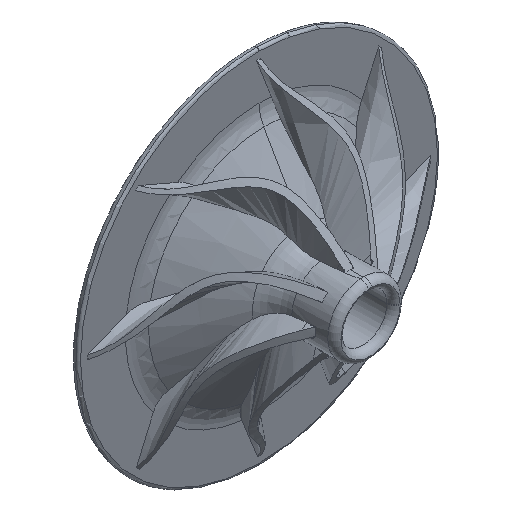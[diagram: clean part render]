
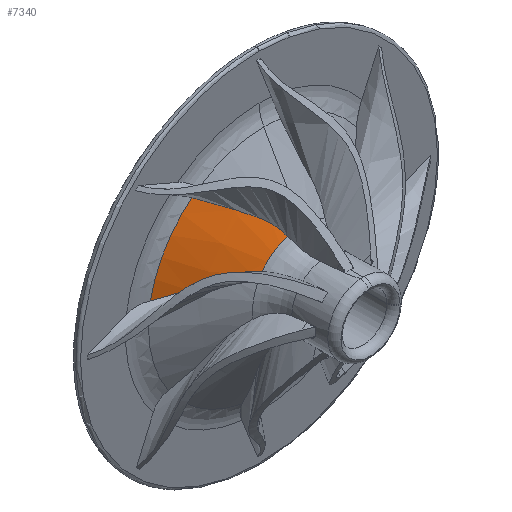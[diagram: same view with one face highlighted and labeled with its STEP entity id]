
A CAD part, isometric view. The second image highlights one B-rep face of the part: STEP entity #7340.
In plain terms, the highlighted conical face has half-angle 60 degrees and reference radius 43.994 mm.
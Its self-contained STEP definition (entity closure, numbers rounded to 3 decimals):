
#7281=CARTESIAN_POINT('POINT65',(-11.657,
   -50.053,37.605));
#7282=VERTEX_POINT('VERTEX65',#7281);
#7283=CARTESIAN_POINT('POINT66',(-31.728,
   -50.053,23.309));
#7284=VERTEX_POINT('VERTEX66',#7283);
#7285=CARTESIAN_POINT('POS28',(0.,-50.053,0.)
   );
#7286=DIRECTION('DIR53',(0.,-1.,0.));
#7287=DIRECTION('DIR54',(0.,0.,-1.));
#7288=AXIS2_PLACEMENT_3D('AXIS26',#7285,#7286,#7287);
#7289=CIRCLE('ELLIPSE16',#7288,39.37);
#7290=EDGE_CURVE('EDGE72',#7282,#7284,#7289,.T.);
#7291=ORIENTED_EDGE('COEDGE81',*,*,#7290,.F.);
#7292=CARTESIAN_POINT('POINT67',(-54.978,
   -19.761,73.562));
#7293=VERTEX_POINT('VERTEX67',#7292);
#7294=(BOUNDED_CURVE() B_SPLINE_CURVE(3,(#7295,#7296,#7297,#7298,#7299,
   #7300,#7301,#7302,#7303,#7304,#7305,#7306),.UNSPECIFIED.,.F.,.F.) 
   B_SPLINE_CURVE_WITH_KNOTS((4,1,1,1,1,1,1,1,1,4),(0.,
   0.116,0.231,0.344,
   0.456,0.566,0.676,
   0.785,0.893,1.),.UNSPECIFIED.) 
   CURVE() GEOMETRIC_REPRESENTATION_ITEM() RATIONAL_B_SPLINE_CURVE((
   1.,1.,1.,1.,1.,1.,1.,
   1.,1.,1.,1.,1.)) REPRESENTATION_ITEM(
   'SPLINE_CRV51'));
#7295=CARTESIAN_POINT('',(-54.978,-19.761,
   73.562));
#7296=CARTESIAN_POINT('',(-52.559,-21.537,
   71.534));
#7297=CARTESIAN_POINT('',(-47.881,-24.889,
   67.756));
#7298=CARTESIAN_POINT('',(-41.249,-29.354,
   62.926));
#7299=CARTESIAN_POINT('',(-35.114,-33.274,
   58.761));
#7300=CARTESIAN_POINT('',(-29.456,-36.73,
   55.092));
#7301=CARTESIAN_POINT('',(-24.297,-39.834,
   51.667));
#7302=CARTESIAN_POINT('',(-19.864,-42.669,
   48.248));
#7303=CARTESIAN_POINT('',(-16.315,-45.315,
   44.701));
#7304=CARTESIAN_POINT('',(-13.639,-47.794,
   41.08));
#7305=CARTESIAN_POINT('',(-12.243,-49.32,
   38.755));
#7306=CARTESIAN_POINT('',(-11.657,-50.053,
   37.605));
#7307=EDGE_CURVE('EDGE73',#7293,#7282,#7294,.T.);
#7308=ORIENTED_EDGE('COEDGE82',*,*,#7307,.F.);
#7309=CARTESIAN_POINT('POINT68',(-90.209,
   -19.761,17.212));
#7310=VERTEX_POINT('VERTEX68',#7309);
#7311=CARTESIAN_POINT('POS29',(0.,-19.761,0.)
   );
#7312=DIRECTION('DIR55',(0.,-1.,0.));
#7313=DIRECTION('DIR56',(0.,0.,-1.));
#7314=AXIS2_PLACEMENT_3D('AXIS27',#7311,#7312,#7313);
#7315=CIRCLE('ELLIPSE17',#7314,91.836);
#7316=EDGE_CURVE('EDGE74',#7293,#7310,#7315,.T.);
#7317=ORIENTED_EDGE('COEDGE83',*,*,#7316,.T.);
#7318=(BOUNDED_CURVE() B_SPLINE_CURVE(3,(#7319,#7320,#7321,#7322,#7323,
   #7324,#7325,#7326,#7327,#7328,#7329,#7330),.UNSPECIFIED.,.F.,.F.) 
   B_SPLINE_CURVE_WITH_KNOTS((4,1,1,1,1,1,1,1,1,4),(0.,
   0.107,0.215,0.324,
   0.433,0.544,0.656,
   0.769,0.884,1.),.UNSPECIFIED.) 
   CURVE() GEOMETRIC_REPRESENTATION_ITEM() RATIONAL_B_SPLINE_CURVE((
   1.,1.,1.,1.,1.,1.,1.,
   1.,1.,1.,1.,1.)) REPRESENTATION_ITEM(
   'SPLINE_CRV52'));
#7319=CARTESIAN_POINT('',(-31.728,-50.053,
   23.309));
#7320=CARTESIAN_POINT('',(-32.987,-49.339,
   23.69));
#7321=CARTESIAN_POINT('',(-35.689,-47.842,
   24.355));
#7322=CARTESIAN_POINT('',(-40.287,-45.368,
   25.165));
#7323=CARTESIAN_POINT('',(-45.462,-42.721,
   25.435));
#7324=CARTESIAN_POINT('',(-51.198,-39.918,
   24.961));
#7325=CARTESIAN_POINT('',(-57.514,-36.908,
   23.635));
#7326=CARTESIAN_POINT('',(-64.38,-33.586,
   21.69));
#7327=CARTESIAN_POINT('',(-71.979,-29.722,
   19.672));
#7328=CARTESIAN_POINT('',(-80.511,-25.155,
   18.057));
#7329=CARTESIAN_POINT('',(-86.858,-21.643,
   17.428));
#7330=CARTESIAN_POINT('',(-90.209,-19.761,
   17.212));
#7331=EDGE_CURVE('EDGE75',#7284,#7310,#7318,.T.);
#7332=ORIENTED_EDGE('COEDGE84',*,*,#7331,.F.);
#7333=EDGE_LOOP('NONE',(#7291,#7308,#7317,#7332));
#7334=FACE_BOUND('LOOP1',#7333,.T.);
#7335=CARTESIAN_POINT('POS30',(0.,-47.383,0.)
   );
#7336=DIRECTION('DIR57',(0.,1.,0.));
#7337=DIRECTION('DIR58',(0.,0.,-1.));
#7338=AXIS2_PLACEMENT_3D('AXIS28',#7335,#7336,#7337);
#7339=CONICAL_SURFACE('CONE_SURF6',#7338,43.994,
   1.047);
#7340=ADVANCED_FACE('FACE23',(#7334),#7339,.T.);
